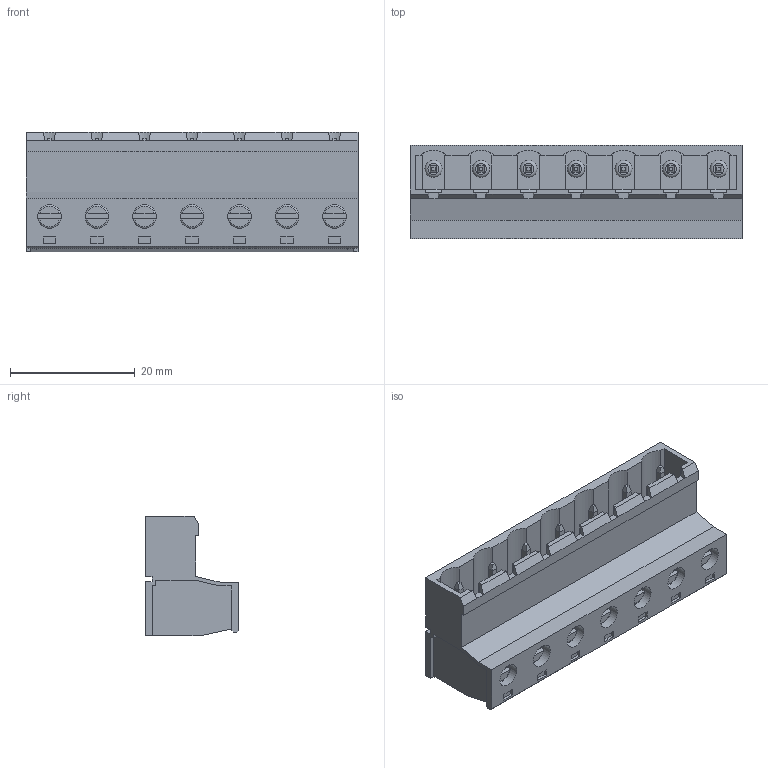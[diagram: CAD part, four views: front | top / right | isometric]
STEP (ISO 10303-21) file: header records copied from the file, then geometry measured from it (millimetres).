
FILE_DESCRIPTION( ( 'Unknown' ), '1' );
FILE_NAME( '691348400007.stp', 'Unknown', ( 'Unknown' ), ( 'Unknown' ), 'PSStep 18.0.17', 'Unknown', ' ' );
FILE_SCHEMA( ( 'AUTOMOTIVE_DESIGN { 1 0 10303 214 1 1 1 1 }' ) );
Length unit declared in the file: millimetre
Products named in the file (6): Assem1; 6913484000xx_PIN; 6913484000xx_CAGE; 6913484000xx_VIS; 691348400007; 691348400007_CAPOT
Assembly tree (23 placements, depth 2):
  Assem1
    6913484000xx_PIN  x7
    6913484000xx_CAGE  x7
    6913484000xx_VIS  x7
    691348400007
    691348400007_CAPOT
Bounding box: 53.24 x 15 x 19.2 mm (x, y, z)
Volume: 5926.6 mm3; surface area: 13747.6 mm2
Topology: 23 solids, 23 shells, 1082 faces, 2860 edges, 1865 vertices
Faces by surface type: plane 921, cylinder 119, torus 28, cone 14
Full cylindrical faces by diameter (mm): 2.2 x7, 2.6 x7, 2.75 x7, 2.9 x14, 3.8 x14
Entity records: 29846 total; most frequent: CARTESIAN_POINT 4188, ORIENTED_EDGE 4058, DIRECTION 3736, EDGE_CURVE 2029, LINE 1890, VECTOR 1890, VERTEX_POINT 1351, AXIS2_PLACEMENT_3D 923
